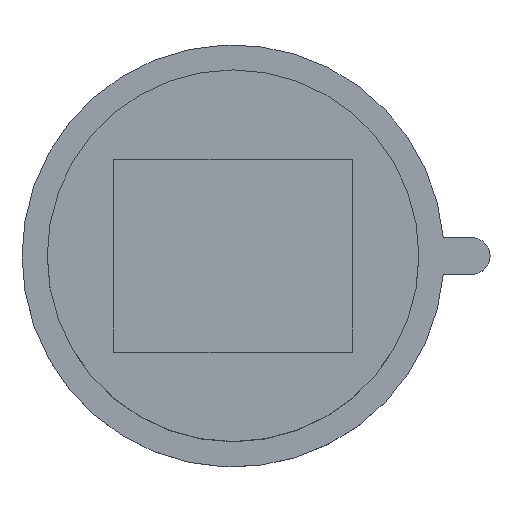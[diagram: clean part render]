
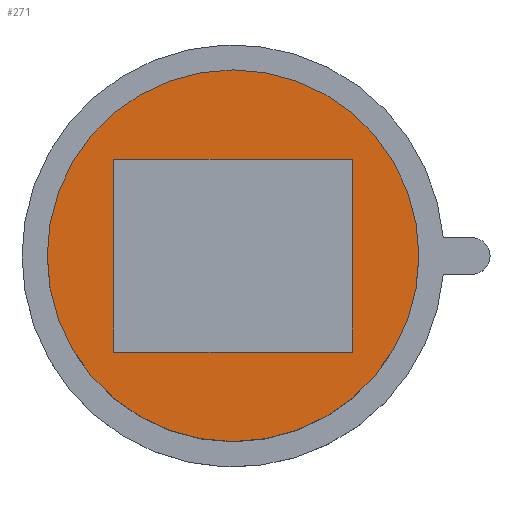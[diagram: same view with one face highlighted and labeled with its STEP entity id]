
A CAD part, top view. The second image highlights one B-rep face of the part: STEP entity #271.
In plain terms, the highlighted planar face has unit normal (0, 0, 1).
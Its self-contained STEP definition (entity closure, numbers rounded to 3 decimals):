
#19 = EDGE_CURVE ( 'NONE', #766, #198, #799, .T. ) ;
#34 = CARTESIAN_POINT ( 'NONE',  ( 2.6, -2.1, 3.7 ) ) ;
#35 = ORIENTED_EDGE ( 'NONE', *, *, #221, .F. ) ;
#38 = CARTESIAN_POINT ( 'NONE',  ( -2.6, 2.1, 3.7 ) ) ;
#58 = EDGE_CURVE ( 'NONE', #1034, #867, #420, .T. ) ;
#84 = FACE_BOUND ( 'NONE', #465, .T. ) ;
#95 = DIRECTION ( 'NONE',  ( 1., 0., 0. ) ) ;
#114 = DIRECTION ( 'NONE',  ( 0., 0., 1. ) ) ;
#115 = ORIENTED_EDGE ( 'NONE', *, *, #715, .F. ) ;
#167 = VECTOR ( 'NONE', #966, 1000. ) ;
#184 = CARTESIAN_POINT ( 'NONE',  ( 0., 0., 3.7 ) ) ;
#195 = CARTESIAN_POINT ( 'NONE',  ( -2.6, -2.1, 3.7 ) ) ;
#198 = VERTEX_POINT ( 'NONE', #469 ) ;
#202 = CARTESIAN_POINT ( 'NONE',  ( 0., 0., 3.7 ) ) ;
#221 = EDGE_CURVE ( 'NONE', #198, #566, #804, .T. ) ;
#268 = CARTESIAN_POINT ( 'NONE',  ( 4.05, 0., 3.7 ) ) ;
#271 = ADVANCED_FACE ( 'NONE', ( #84, #702 ), #699, .T. ) ;
#280 = CARTESIAN_POINT ( 'NONE',  ( -2.6, -2.1, 3.7 ) ) ;
#292 = CIRCLE ( 'NONE', #815, 4.05 ) ;
#293 = DIRECTION ( 'NONE',  ( 0., 1., 0. ) ) ;
#366 = DIRECTION ( 'NONE',  ( 1., 0., 0. ) ) ;
#372 = VECTOR ( 'NONE', #366, 1000. ) ;
#420 = CIRCLE ( 'NONE', #554, 4.05 ) ;
#429 = EDGE_LOOP ( 'NONE', ( #615, #693 ) ) ;
#438 = ORIENTED_EDGE ( 'NONE', *, *, #979, .F. ) ;
#465 = EDGE_LOOP ( 'NONE', ( #35, #856, #438, #115 ) ) ;
#469 = CARTESIAN_POINT ( 'NONE',  ( 2.6, -2.1, 3.7 ) ) ;
#476 = DIRECTION ( 'NONE',  ( 1., 0., 0. ) ) ;
#536 = VECTOR ( 'NONE', #731, 1000. ) ;
#538 = DIRECTION ( 'NONE',  ( 0., 0., 1. ) ) ;
#554 = AXIS2_PLACEMENT_3D ( 'NONE', #202, #114, #476 ) ;
#566 = VERTEX_POINT ( 'NONE', #579 ) ;
#569 = CARTESIAN_POINT ( 'NONE',  ( -4.05, 0., 3.7 ) ) ;
#579 = CARTESIAN_POINT ( 'NONE',  ( 2.6, 2.1, 3.7 ) ) ;
#583 = AXIS2_PLACEMENT_3D ( 'NONE', #1041, #538, #1026 ) ;
#606 = DIRECTION ( 'NONE',  ( 0., 0., 1. ) ) ;
#615 = ORIENTED_EDGE ( 'NONE', *, *, #58, .T. ) ;
#693 = ORIENTED_EDGE ( 'NONE', *, *, #938, .T. ) ;
#696 = CARTESIAN_POINT ( 'NONE',  ( -2.6, 2.1, 3.7 ) ) ;
#699 = PLANE ( 'NONE',  #583 ) ;
#702 = FACE_OUTER_BOUND ( 'NONE', #429, .T. ) ;
#712 = CARTESIAN_POINT ( 'NONE',  ( -2.6, -2.1, 3.7 ) ) ;
#715 = EDGE_CURVE ( 'NONE', #566, #950, #1072, .T. ) ;
#731 = DIRECTION ( 'NONE',  ( -1., 0., 0. ) ) ;
#766 = VERTEX_POINT ( 'NONE', #195 ) ;
#799 = LINE ( 'NONE', #712, #372 ) ;
#804 = LINE ( 'NONE', #34, #1075 ) ;
#815 = AXIS2_PLACEMENT_3D ( 'NONE', #184, #606, #95 ) ;
#856 = ORIENTED_EDGE ( 'NONE', *, *, #19, .F. ) ;
#867 = VERTEX_POINT ( 'NONE', #268 ) ;
#872 = LINE ( 'NONE', #280, #167 ) ;
#938 = EDGE_CURVE ( 'NONE', #867, #1034, #292, .T. ) ;
#950 = VERTEX_POINT ( 'NONE', #696 ) ;
#966 = DIRECTION ( 'NONE',  ( 0., -1., 0. ) ) ;
#979 = EDGE_CURVE ( 'NONE', #950, #766, #872, .T. ) ;
#1026 = DIRECTION ( 'NONE',  ( 1., 0., 0. ) ) ;
#1034 = VERTEX_POINT ( 'NONE', #569 ) ;
#1041 = CARTESIAN_POINT ( 'NONE',  ( 0., 0., 3.7 ) ) ;
#1072 = LINE ( 'NONE', #38, #536 ) ;
#1075 = VECTOR ( 'NONE', #293, 1000. ) ;
